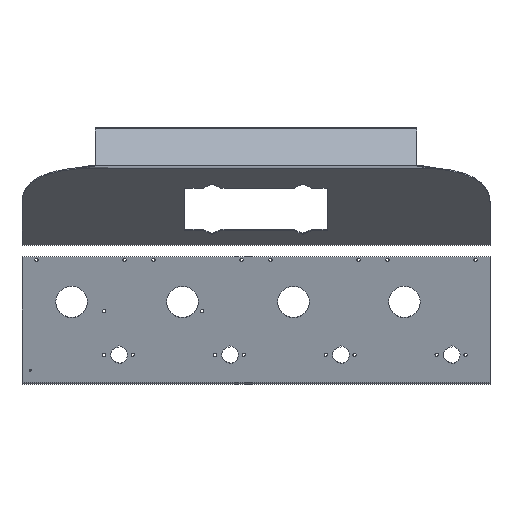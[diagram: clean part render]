
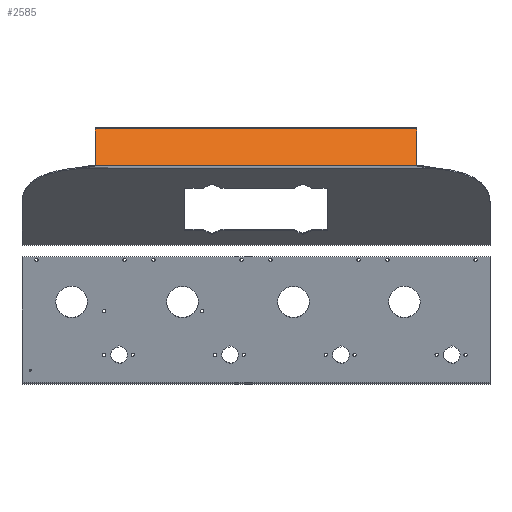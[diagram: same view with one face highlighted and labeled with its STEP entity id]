
A CAD part, top view. The second image highlights one B-rep face of the part: STEP entity #2585.
In plain terms, the highlighted planar face has unit normal (0, 0.5, 0.866).
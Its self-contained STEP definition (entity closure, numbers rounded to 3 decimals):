
#141=PLANE('',#2781);
#226=FACE_OUTER_BOUND('',#372,.T.);
#372=EDGE_LOOP('',(#1961,#1962,#1963,#1964));
#606=LINE('',#4085,#829);
#621=LINE('',#4121,#844);
#624=LINE('',#4127,#847);
#625=LINE('',#4128,#848);
#829=VECTOR('',#3197,10.);
#844=VECTOR('',#3236,10.);
#847=VECTOR('',#3241,10.);
#848=VECTOR('',#3242,10.);
#1196=VERTEX_POINT('',#4082);
#1197=VERTEX_POINT('',#4084);
#1206=VERTEX_POINT('',#4120);
#1208=VERTEX_POINT('',#4126);
#1473=EDGE_CURVE('',#1197,#1196,#606,.T.);
#1491=EDGE_CURVE('',#1206,#1197,#621,.T.);
#1494=EDGE_CURVE('',#1196,#1208,#624,.T.);
#1495=EDGE_CURVE('',#1206,#1208,#625,.T.);
#1961=ORIENTED_EDGE('',*,*,#1473,.T.);
#1962=ORIENTED_EDGE('',*,*,#1494,.T.);
#1963=ORIENTED_EDGE('',*,*,#1495,.F.);
#1964=ORIENTED_EDGE('',*,*,#1491,.T.);
#2585=ADVANCED_FACE('',(#226),#141,.T.);
#2781=AXIS2_PLACEMENT_3D('',#4125,#3239,#3240);
#3197=DIRECTION('',(-1.,0.,0.));
#3236=DIRECTION('',(0.,0.866,-0.5));
#3239=DIRECTION('center_axis',(0.,0.5,0.866));
#3240=DIRECTION('ref_axis',(0.,-0.866,0.5));
#3241=DIRECTION('',(0.,-0.866,0.5));
#3242=DIRECTION('',(-1.,0.,0.));
#4082=CARTESIAN_POINT('',(-173.255,213.212,253.9));
#4084=CARTESIAN_POINT('',(273.255,213.212,253.9));
#4085=CARTESIAN_POINT('',(-224.128,213.212,253.9));
#4120=CARTESIAN_POINT('',(273.255,162.29,283.299));
#4121=CARTESIAN_POINT('',(273.255,159.519,284.899));
#4125=CARTESIAN_POINT('Origin',(-275.,216.319,252.106));
#4126=CARTESIAN_POINT('',(-173.255,162.29,283.299));
#4127=CARTESIAN_POINT('',(-173.255,159.519,284.899));
#4128=CARTESIAN_POINT('',(-275.,162.29,283.299));
